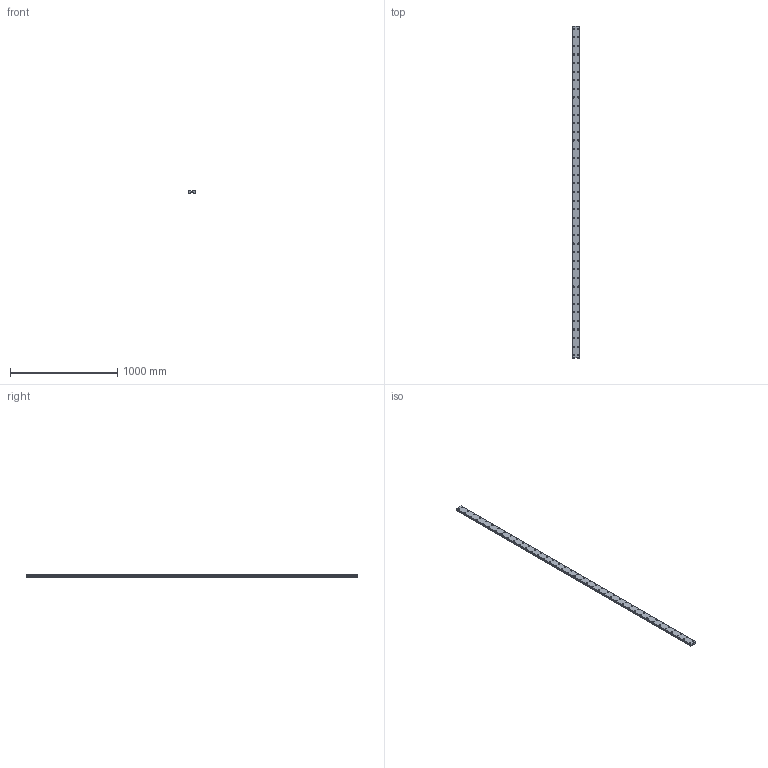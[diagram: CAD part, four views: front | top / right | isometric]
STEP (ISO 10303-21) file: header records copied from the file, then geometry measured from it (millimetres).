
FILE_DESCRIPTION(('STEP AP214'),'1');
FILE_NAME('cctmp_0ED66127-F873-4398-948C-F0003FB73375_2021_03_08_10_41_11_0990..stp','2021-03-08T09:41:12',('HIWIN GmbH'),('CADClick - www.CADClick.com'),'Spatial InterOp 3D',' ','unknown authorization');
FILE_SCHEMA(('AUTOMOTIVE_DESIGN'));
Length unit declared in the file: millimetre
Products named in the file (1): WER35R3090H_FILE
Bounding box: 69 x 3090 x 19 mm (x, y, z)
Volume: 3727976.8 mm3; surface area: 602481.5 mm2
Topology: 1 solids, 1 shells, 805 faces, 1695 edges, 1130 vertices
Faces by surface type: cylinder 486, plane 319
Entity records: 28485 total; most frequent: DIRECTION 4279, CARTESIAN_POINT 3631, ORIENTED_EDGE 3390, AXIS2_PLACEMENT_3D 1778, EDGE_CURVE 1695, VERTEX_POINT 1130, EDGE_LOOP 1043, CIRCLE 972
